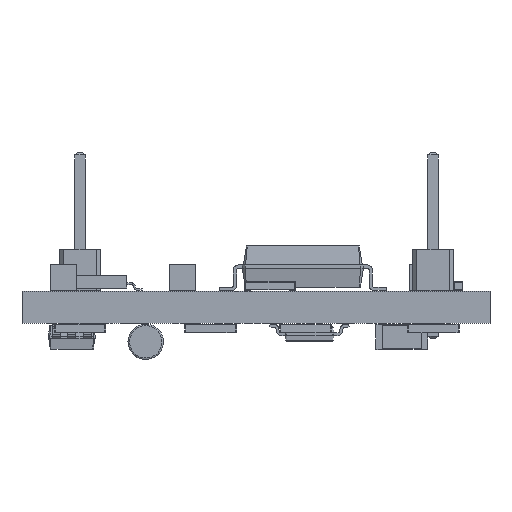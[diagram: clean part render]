
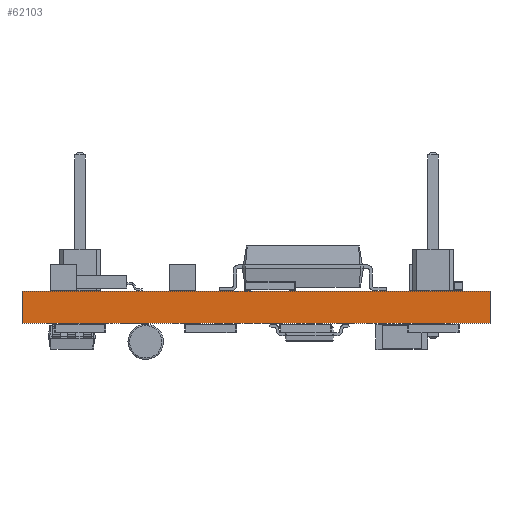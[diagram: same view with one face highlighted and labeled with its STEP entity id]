
A CAD part, front view. The second image highlights one B-rep face of the part: STEP entity #62103.
In plain terms, the highlighted planar face has unit normal (0, -1, 0).
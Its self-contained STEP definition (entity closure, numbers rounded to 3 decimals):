
#62103 = ADVANCED_FACE('',(#62104),#62118,.T.);
#62104 = FACE_BOUND('',#62105,.T.);
#62105 = EDGE_LOOP('',(#62106,#62141,#62169,#62197));
#62106 = ORIENTED_EDGE('',*,*,#62107,.T.);
#62107 = EDGE_CURVE('',#62108,#62110,#62112,.T.);
#62108 = VERTEX_POINT('',#62109);
#62109 = CARTESIAN_POINT('',(191.77,-144.78,0.));
#62110 = VERTEX_POINT('',#62111);
#62111 = CARTESIAN_POINT('',(191.77,-144.78,1.98));
#62112 = SURFACE_CURVE('',#62113,(#62117,#62129),.PCURVE_S1.);
#62113 = LINE('',#62114,#62115);
#62114 = CARTESIAN_POINT('',(191.77,-144.78,0.));
#62115 = VECTOR('',#62116,1.);
#62116 = DIRECTION('',(0.,0.,1.));
#62117 = PCURVE('',#62118,#62123);
#62118 = PLANE('',#62119);
#62119 = AXIS2_PLACEMENT_3D('',#62120,#62121,#62122);
#62120 = CARTESIAN_POINT('',(191.77,-144.78,0.));
#62121 = DIRECTION('',(0.,-1.,0.));
#62122 = DIRECTION('',(-1.,0.,0.));
#62123 = DEFINITIONAL_REPRESENTATION('',(#62124),#62128);
#62124 = LINE('',#62125,#62126);
#62125 = CARTESIAN_POINT('',(0.,-0.));
#62126 = VECTOR('',#62127,1.);
#62127 = DIRECTION('',(0.,-1.));
#62128 = ( GEOMETRIC_REPRESENTATION_CONTEXT(2) 
PARAMETRIC_REPRESENTATION_CONTEXT() REPRESENTATION_CONTEXT('2D SPACE',''
  ) );
#62129 = PCURVE('',#62130,#62135);
#62130 = PLANE('',#62131);
#62131 = AXIS2_PLACEMENT_3D('',#62132,#62133,#62134);
#62132 = CARTESIAN_POINT('',(191.77,-51.76,0.));
#62133 = DIRECTION('',(1.,0.,-0.));
#62134 = DIRECTION('',(0.,-1.,0.));
#62135 = DEFINITIONAL_REPRESENTATION('',(#62136),#62140);
#62136 = LINE('',#62137,#62138);
#62137 = CARTESIAN_POINT('',(93.02,0.));
#62138 = VECTOR('',#62139,1.);
#62139 = DIRECTION('',(0.,-1.));
#62140 = ( GEOMETRIC_REPRESENTATION_CONTEXT(2) 
PARAMETRIC_REPRESENTATION_CONTEXT() REPRESENTATION_CONTEXT('2D SPACE',''
  ) );
#62141 = ORIENTED_EDGE('',*,*,#62142,.T.);
#62142 = EDGE_CURVE('',#62110,#62143,#62145,.T.);
#62143 = VERTEX_POINT('',#62144);
#62144 = CARTESIAN_POINT('',(162.814,-144.78,1.98));
#62145 = SURFACE_CURVE('',#62146,(#62150,#62157),.PCURVE_S1.);
#62146 = LINE('',#62147,#62148);
#62147 = CARTESIAN_POINT('',(191.77,-144.78,1.98));
#62148 = VECTOR('',#62149,1.);
#62149 = DIRECTION('',(-1.,0.,0.));
#62150 = PCURVE('',#62118,#62151);
#62151 = DEFINITIONAL_REPRESENTATION('',(#62152),#62156);
#62152 = LINE('',#62153,#62154);
#62153 = CARTESIAN_POINT('',(0.,-1.98));
#62154 = VECTOR('',#62155,1.);
#62155 = DIRECTION('',(1.,0.));
#62156 = ( GEOMETRIC_REPRESENTATION_CONTEXT(2) 
PARAMETRIC_REPRESENTATION_CONTEXT() REPRESENTATION_CONTEXT('2D SPACE',''
  ) );
#62157 = PCURVE('',#62158,#62163);
#62158 = PLANE('',#62159);
#62159 = AXIS2_PLACEMENT_3D('',#62160,#62161,#62162);
#62160 = CARTESIAN_POINT('',(177.292,-98.27,1.98));
#62161 = DIRECTION('',(-0.,-0.,-1.));
#62162 = DIRECTION('',(-1.,0.,0.));
#62163 = DEFINITIONAL_REPRESENTATION('',(#62164),#62168);
#62164 = LINE('',#62165,#62166);
#62165 = CARTESIAN_POINT('',(-14.478,-46.51));
#62166 = VECTOR('',#62167,1.);
#62167 = DIRECTION('',(1.,0.));
#62168 = ( GEOMETRIC_REPRESENTATION_CONTEXT(2) 
PARAMETRIC_REPRESENTATION_CONTEXT() REPRESENTATION_CONTEXT('2D SPACE',''
  ) );
#62169 = ORIENTED_EDGE('',*,*,#62170,.F.);
#62170 = EDGE_CURVE('',#62171,#62143,#62173,.T.);
#62171 = VERTEX_POINT('',#62172);
#62172 = CARTESIAN_POINT('',(162.814,-144.78,0.));
#62173 = SURFACE_CURVE('',#62174,(#62178,#62185),.PCURVE_S1.);
#62174 = LINE('',#62175,#62176);
#62175 = CARTESIAN_POINT('',(162.814,-144.78,0.));
#62176 = VECTOR('',#62177,1.);
#62177 = DIRECTION('',(0.,0.,1.));
#62178 = PCURVE('',#62118,#62179);
#62179 = DEFINITIONAL_REPRESENTATION('',(#62180),#62184);
#62180 = LINE('',#62181,#62182);
#62181 = CARTESIAN_POINT('',(28.956,0.));
#62182 = VECTOR('',#62183,1.);
#62183 = DIRECTION('',(0.,-1.));
#62184 = ( GEOMETRIC_REPRESENTATION_CONTEXT(2) 
PARAMETRIC_REPRESENTATION_CONTEXT() REPRESENTATION_CONTEXT('2D SPACE',''
  ) );
#62185 = PCURVE('',#62186,#62191);
#62186 = PLANE('',#62187);
#62187 = AXIS2_PLACEMENT_3D('',#62188,#62189,#62190);
#62188 = CARTESIAN_POINT('',(162.814,-144.78,0.));
#62189 = DIRECTION('',(-1.,0.,0.));
#62190 = DIRECTION('',(0.,1.,0.));
#62191 = DEFINITIONAL_REPRESENTATION('',(#62192),#62196);
#62192 = LINE('',#62193,#62194);
#62193 = CARTESIAN_POINT('',(0.,0.));
#62194 = VECTOR('',#62195,1.);
#62195 = DIRECTION('',(0.,-1.));
#62196 = ( GEOMETRIC_REPRESENTATION_CONTEXT(2) 
PARAMETRIC_REPRESENTATION_CONTEXT() REPRESENTATION_CONTEXT('2D SPACE',''
  ) );
#62197 = ORIENTED_EDGE('',*,*,#62198,.F.);
#62198 = EDGE_CURVE('',#62108,#62171,#62199,.T.);
#62199 = SURFACE_CURVE('',#62200,(#62204,#62211),.PCURVE_S1.);
#62200 = LINE('',#62201,#62202);
#62201 = CARTESIAN_POINT('',(191.77,-144.78,0.));
#62202 = VECTOR('',#62203,1.);
#62203 = DIRECTION('',(-1.,0.,0.));
#62204 = PCURVE('',#62118,#62205);
#62205 = DEFINITIONAL_REPRESENTATION('',(#62206),#62210);
#62206 = LINE('',#62207,#62208);
#62207 = CARTESIAN_POINT('',(0.,-0.));
#62208 = VECTOR('',#62209,1.);
#62209 = DIRECTION('',(1.,0.));
#62210 = ( GEOMETRIC_REPRESENTATION_CONTEXT(2) 
PARAMETRIC_REPRESENTATION_CONTEXT() REPRESENTATION_CONTEXT('2D SPACE',''
  ) );
#62211 = PCURVE('',#62212,#62217);
#62212 = PLANE('',#62213);
#62213 = AXIS2_PLACEMENT_3D('',#62214,#62215,#62216);
#62214 = CARTESIAN_POINT('',(177.292,-98.27,0.));
#62215 = DIRECTION('',(-0.,-0.,-1.));
#62216 = DIRECTION('',(-1.,0.,0.));
#62217 = DEFINITIONAL_REPRESENTATION('',(#62218),#62222);
#62218 = LINE('',#62219,#62220);
#62219 = CARTESIAN_POINT('',(-14.478,-46.51));
#62220 = VECTOR('',#62221,1.);
#62221 = DIRECTION('',(1.,0.));
#62222 = ( GEOMETRIC_REPRESENTATION_CONTEXT(2) 
PARAMETRIC_REPRESENTATION_CONTEXT() REPRESENTATION_CONTEXT('2D SPACE',''
  ) );
